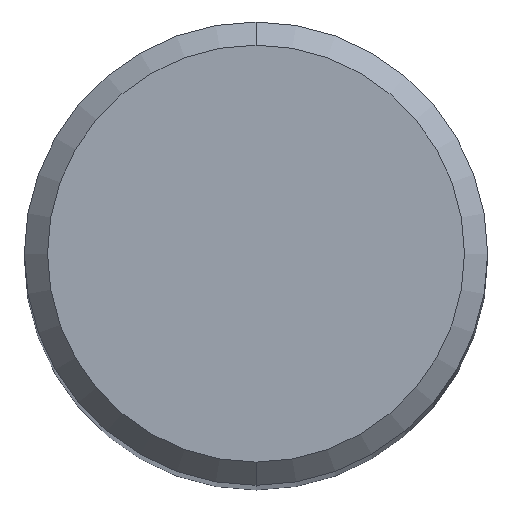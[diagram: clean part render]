
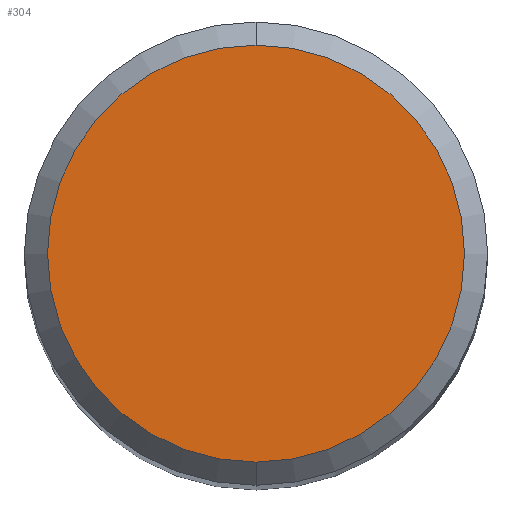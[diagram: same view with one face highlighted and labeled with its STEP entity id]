
A CAD part, top view. The second image highlights one B-rep face of the part: STEP entity #304.
In plain terms, the highlighted planar face has unit normal (0, 0, 1).
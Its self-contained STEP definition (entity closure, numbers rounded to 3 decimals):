
#236=EDGE_CURVE('',#328,#392,#542,.T.);
#304=ADVANCED_FACE('',(#618),#619,.T.);
#328=VERTEX_POINT('',#645);
#382=EDGE_CURVE('',#392,#328,#705,.T.);
#392=VERTEX_POINT('',#715);
#542=CIRCLE('',#939,4.5);
#618=FACE_OUTER_BOUND('',#1089,.T.);
#619=PLANE('',#1090);
#645=CARTESIAN_POINT('',(0.0,4.5,0.0));
#705=CIRCLE('',#1264,4.5);
#715=CARTESIAN_POINT('',(0.,-4.5,0.0));
#939=AXIS2_PLACEMENT_3D('',#1498,#1499,#1500);
#1089=EDGE_LOOP('',(#1603,#1604));
#1090=AXIS2_PLACEMENT_3D('',#1605,#1606,#1607);
#1264=AXIS2_PLACEMENT_3D('',#1710,#1711,#1712);
#1498=CARTESIAN_POINT('',(0.0,0.0,0.0));
#1499=DIRECTION('',(0.0,0.0,-1.0));
#1500=DIRECTION('',(0.0,1.0,0.0));
#1603=ORIENTED_EDGE('',*,*,#236,.F.);
#1604=ORIENTED_EDGE('',*,*,#382,.F.);
#1605=CARTESIAN_POINT('',(0.0,2.25,0.0));
#1606=DIRECTION('',(-0.0,0.0,1.0));
#1607=DIRECTION('',(0.0,-1.0,0.0));
#1710=CARTESIAN_POINT('',(0.0,0.0,0.0));
#1711=DIRECTION('',(0.0,0.0,-1.0));
#1712=DIRECTION('',(0.0,1.0,0.0));
